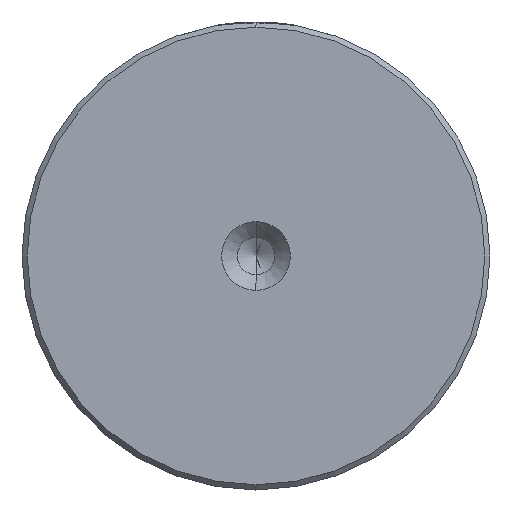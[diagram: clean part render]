
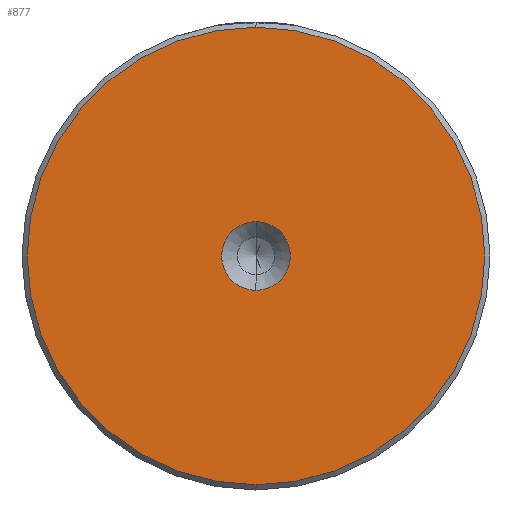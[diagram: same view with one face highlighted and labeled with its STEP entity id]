
A CAD part, left-side view. The second image highlights one B-rep face of the part: STEP entity #877.
In plain terms, the highlighted planar face has unit normal (-1, 0, 0).
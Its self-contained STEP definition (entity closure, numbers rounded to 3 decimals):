
#24 = ORIENTED_EDGE ( 'NONE', *, *, #1229, .T. ) ;
#111 = CARTESIAN_POINT ( 'NONE',  ( 0., 0., -22. ) ) ;
#156 = DIRECTION ( 'NONE',  ( 0., 0., 1. ) ) ;
#159 = EDGE_CURVE ( 'NONE', #1068, #975, #272, .T. ) ;
#272 = CIRCLE ( 'NONE', #1762, 3.3 ) ;
#463 = DIRECTION ( 'NONE',  ( -1., 0., 0. ) ) ;
#508 = CIRCLE ( 'NONE', #1001, 22. ) ;
#527 = EDGE_CURVE ( 'NONE', #975, #1068, #2197, .T. ) ;
#548 = CARTESIAN_POINT ( 'NONE',  ( 0., 0., 3.3 ) ) ;
#597 = VERTEX_POINT ( 'NONE', #806 ) ;
#806 = CARTESIAN_POINT ( 'NONE',  ( 0., 0., 22. ) ) ;
#849 = AXIS2_PLACEMENT_3D ( 'NONE', #1928, #1920, #1731 ) ;
#877 = ADVANCED_FACE ( 'NONE', ( #931, #1026 ), #2153, .T. ) ;
#907 = DIRECTION ( 'NONE',  ( -1., 0., 0. ) ) ;
#931 = FACE_OUTER_BOUND ( 'NONE', #1042, .T. ) ;
#975 = VERTEX_POINT ( 'NONE', #1209 ) ;
#1001 = AXIS2_PLACEMENT_3D ( 'NONE', #2432, #1283, #156 ) ;
#1026 = FACE_BOUND ( 'NONE', #1794, .T. ) ;
#1042 = EDGE_LOOP ( 'NONE', ( #24, #1221 ) ) ;
#1058 = EDGE_CURVE ( 'NONE', #597, #1776, #508, .T. ) ;
#1068 = VERTEX_POINT ( 'NONE', #548 ) ;
#1198 = CIRCLE ( 'NONE', #1669, 22. ) ;
#1209 = CARTESIAN_POINT ( 'NONE',  ( 0., 0., -3.3 ) ) ;
#1221 = ORIENTED_EDGE ( 'NONE', *, *, #1058, .T. ) ;
#1229 = EDGE_CURVE ( 'NONE', #1776, #597, #1198, .T. ) ;
#1283 = DIRECTION ( 'NONE',  ( -1., 0., 0. ) ) ;
#1447 = ORIENTED_EDGE ( 'NONE', *, *, #159, .F. ) ;
#1565 = AXIS2_PLACEMENT_3D ( 'NONE', #2137, #463, #1764 ) ;
#1669 = AXIS2_PLACEMENT_3D ( 'NONE', #2039, #907, #2242 ) ;
#1731 = DIRECTION ( 'NONE',  ( 0., 0., 1. ) ) ;
#1738 = DIRECTION ( 'NONE',  ( 0., 0., 1. ) ) ;
#1748 = DIRECTION ( 'NONE',  ( -1., 0., 0. ) ) ;
#1762 = AXIS2_PLACEMENT_3D ( 'NONE', #1848, #1748, #1738 ) ;
#1764 = DIRECTION ( 'NONE',  ( 0., 0., 1. ) ) ;
#1775 = ORIENTED_EDGE ( 'NONE', *, *, #527, .F. ) ;
#1776 = VERTEX_POINT ( 'NONE', #111 ) ;
#1794 = EDGE_LOOP ( 'NONE', ( #1447, #1775 ) ) ;
#1848 = CARTESIAN_POINT ( 'NONE',  ( 0., 0., 0. ) ) ;
#1920 = DIRECTION ( 'NONE',  ( -1., 0., 0. ) ) ;
#1928 = CARTESIAN_POINT ( 'NONE',  ( 0., 0., 0. ) ) ;
#2039 = CARTESIAN_POINT ( 'NONE',  ( 0., 0., 0. ) ) ;
#2137 = CARTESIAN_POINT ( 'NONE',  ( 0., 0., 0. ) ) ;
#2153 = PLANE ( 'NONE',  #1565 ) ;
#2197 = CIRCLE ( 'NONE', #849, 3.3 ) ;
#2242 = DIRECTION ( 'NONE',  ( 0., 0., 1. ) ) ;
#2432 = CARTESIAN_POINT ( 'NONE',  ( 0., 0., 0. ) ) ;
